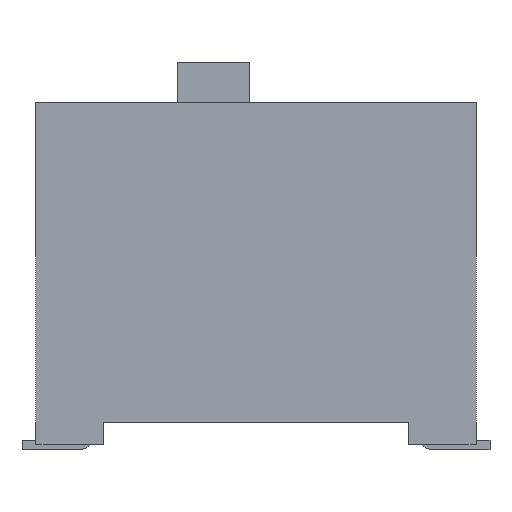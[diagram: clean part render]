
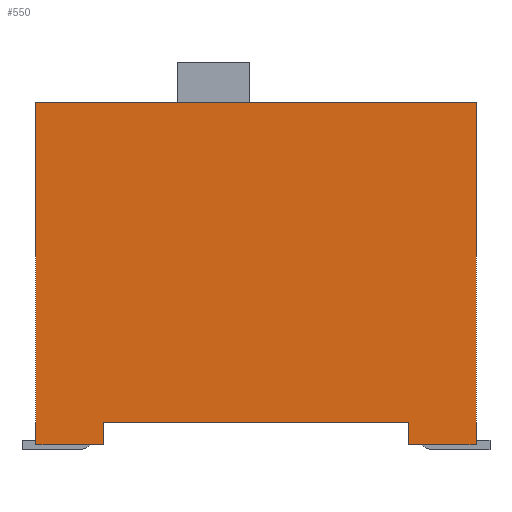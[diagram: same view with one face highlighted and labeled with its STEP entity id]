
A CAD part, left-side view. The second image highlights one B-rep face of the part: STEP entity #550.
In plain terms, the highlighted planar face has unit normal (-1, 0, 0).
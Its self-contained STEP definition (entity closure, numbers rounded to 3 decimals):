
#13=DIRECTION('',(0.,0.,1.));
#34=VECTOR('',#13,1.);
#56=CARTESIAN_POINT('',(-7.44,-4.89,0.1));
#58=DIRECTION('',(1.,0.,0.));
#119=VECTOR('',#120,1.);
#120=DIRECTION('',(0.,-1.,0.));
#123=VERTEX_POINT('',#124);
#124=CARTESIAN_POINT('',(-7.44,-3.39,0.6));
#127=ORIENTED_EDGE('',*,*,#128,.F.);
#128=EDGE_CURVE('',#129,#123,#131,.T.);
#129=VERTEX_POINT('',#130);
#130=CARTESIAN_POINT('',(-7.44,3.39,0.6));
#131=LINE('',#132,#119);
#132=CARTESIAN_POINT('',(-7.44,2.445,0.6));
#419=VERTEX_POINT('',#56);
#423=EDGE_CURVE('',#419,#424,#426,.T.);
#424=VERTEX_POINT('',#425);
#425=CARTESIAN_POINT('',(-7.44,-4.89,7.7));
#426=LINE('',#56,#34);
#501=VERTEX_POINT('',#502);
#502=CARTESIAN_POINT('',(-7.44,4.89,7.7));
#505=EDGE_CURVE('',#506,#501,#508,.T.);
#506=VERTEX_POINT('',#507);
#507=CARTESIAN_POINT('',(-7.44,4.89,0.1));
#508=LINE('',#507,#34);
#530=VECTOR('',#531,1.);
#531=DIRECTION('',(0.,0.,-1.));
#539=VERTEX_POINT('',#540);
#540=CARTESIAN_POINT('',(-7.44,3.39,0.1));
#545=ORIENTED_EDGE('',*,*,#546,.T.);
#546=EDGE_CURVE('',#129,#539,#547,.T.);
#547=LINE('',#540,#530);
#550=ADVANCED_FACE('',(#551),#568,.F.);
#551=FACE_BOUND('',#552,.F.);
#552=EDGE_LOOP('',(#553,#556,#557,#560,#561,#565,#127,#545));
#553=ORIENTED_EDGE('',*,*,#554,.F.);
#554=EDGE_CURVE('',#506,#539,#555,.T.);
#555=LINE('',#507,#119);
#556=ORIENTED_EDGE('',*,*,#505,.T.);
#557=ORIENTED_EDGE('',*,*,#558,.T.);
#558=EDGE_CURVE('',#501,#424,#559,.T.);
#559=LINE('',#502,#119);
#560=ORIENTED_EDGE('',*,*,#423,.F.);
#561=ORIENTED_EDGE('',*,*,#562,.F.);
#562=EDGE_CURVE('',#563,#419,#555,.T.);
#563=VERTEX_POINT('',#564);
#564=CARTESIAN_POINT('',(-7.44,-3.39,0.1));
#565=ORIENTED_EDGE('',*,*,#566,.T.);
#566=EDGE_CURVE('',#563,#123,#567,.T.);
#567=LINE('',#564,#34);
#568=PLANE('',#569);
#569=AXIS2_PLACEMENT_3D('',#507,#58,#120);
